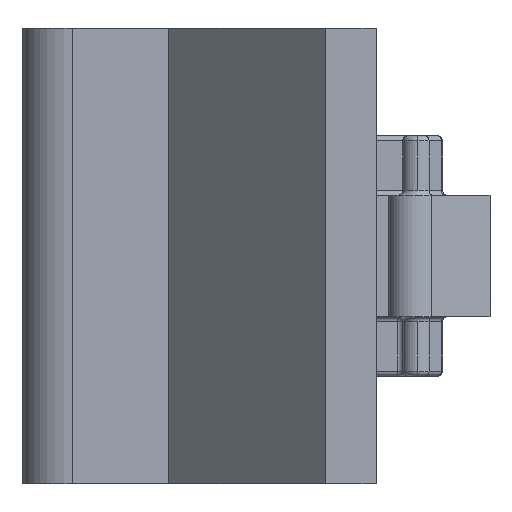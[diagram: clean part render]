
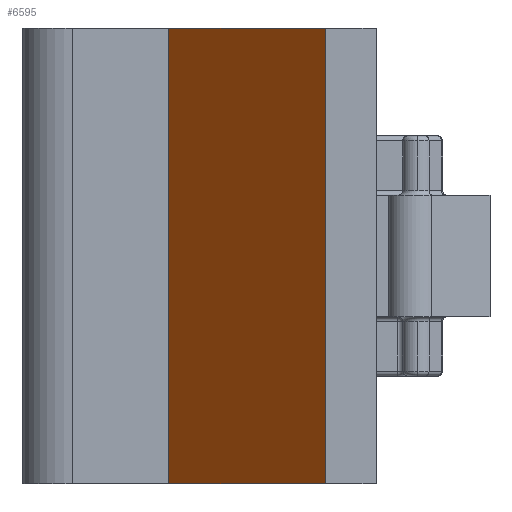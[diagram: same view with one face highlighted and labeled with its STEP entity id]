
A CAD part, left-side view. The second image highlights one B-rep face of the part: STEP entity #6595.
In plain terms, the highlighted planar face has unit normal (-0.665, 0.747, 0).
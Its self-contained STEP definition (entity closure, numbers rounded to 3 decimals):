
#186 = DIRECTION ( 'NONE',  ( 0.665, -0.747, 0. ) ) ;
#265 = CARTESIAN_POINT ( 'NONE',  ( -14.517, -0.45, -4.5 ) ) ;
#311 = CARTESIAN_POINT ( 'NONE',  ( -14.517, -0.45, -4.5 ) ) ;
#558 = LINE ( 'NONE', #6745, #6841 ) ;
#847 = VERTEX_POINT ( 'NONE', #10347 ) ;
#1097 = DIRECTION ( 'NONE',  ( -0.747, -0.665, 0. ) ) ;
#1198 = EDGE_LOOP ( 'NONE', ( #2552, #2896, #6927, #10552 ) ) ;
#1790 = PLANE ( 'NONE',  #7827 ) ;
#2116 = VERTEX_POINT ( 'NONE', #7239 ) ;
#2290 = DIRECTION ( 'NONE',  ( 0., 0., -1. ) ) ;
#2552 = ORIENTED_EDGE ( 'NONE', *, *, #9181, .T. ) ;
#2896 = ORIENTED_EDGE ( 'NONE', *, *, #3285, .F. ) ;
#3100 = FACE_OUTER_BOUND ( 'NONE', #1198, .T. ) ;
#3285 = EDGE_CURVE ( 'NONE', #847, #8493, #558, .T. ) ;
#3975 = LINE ( 'NONE', #8018, #5646 ) ;
#4337 = VECTOR ( 'NONE', #2290, 1000. ) ;
#5017 = VERTEX_POINT ( 'NONE', #311 ) ;
#5112 = CARTESIAN_POINT ( 'NONE',  ( -14.517, -0.45, 4.5 ) ) ;
#5629 = VECTOR ( 'NONE', #1097, 1000. ) ;
#5646 = VECTOR ( 'NONE', #8822, 1000. ) ;
#5900 = LINE ( 'NONE', #265, #5629 ) ;
#5941 = DIRECTION ( 'NONE',  ( 0.747, 0.665, 0. ) ) ;
#6518 = LINE ( 'NONE', #10478, #4337 ) ;
#6595 = ADVANCED_FACE ( 'NONE', ( #3100 ), #1790, .F. ) ;
#6745 = CARTESIAN_POINT ( 'NONE',  ( -18., -3.55, 4.5 ) ) ;
#6841 = VECTOR ( 'NONE', #7557, 1000. ) ;
#6927 = ORIENTED_EDGE ( 'NONE', *, *, #8572, .F. ) ;
#7239 = CARTESIAN_POINT ( 'NONE',  ( -14.517, -0.45, 4.5 ) ) ;
#7557 = DIRECTION ( 'NONE',  ( 0., 0., -1. ) ) ;
#7827 = AXIS2_PLACEMENT_3D ( 'NONE', #5112, #186, #5941 ) ;
#7926 = CARTESIAN_POINT ( 'NONE',  ( -18., -3.55, -4.5 ) ) ;
#8018 = CARTESIAN_POINT ( 'NONE',  ( -14.517, -0.45, 4.5 ) ) ;
#8493 = VERTEX_POINT ( 'NONE', #7926 ) ;
#8572 = EDGE_CURVE ( 'NONE', #2116, #847, #3975, .T. ) ;
#8822 = DIRECTION ( 'NONE',  ( -0.747, -0.665, 0. ) ) ;
#9181 = EDGE_CURVE ( 'NONE', #5017, #8493, #5900, .T. ) ;
#9497 = EDGE_CURVE ( 'NONE', #2116, #5017, #6518, .T. ) ;
#10347 = CARTESIAN_POINT ( 'NONE',  ( -18., -3.55, 4.5 ) ) ;
#10478 = CARTESIAN_POINT ( 'NONE',  ( -14.517, -0.45, 4.5 ) ) ;
#10552 = ORIENTED_EDGE ( 'NONE', *, *, #9497, .T. ) ;
